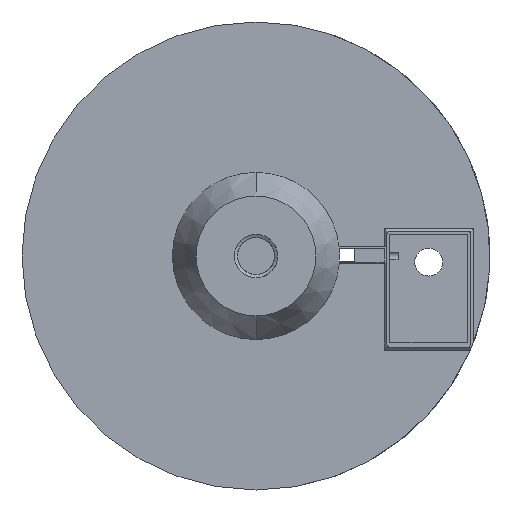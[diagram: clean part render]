
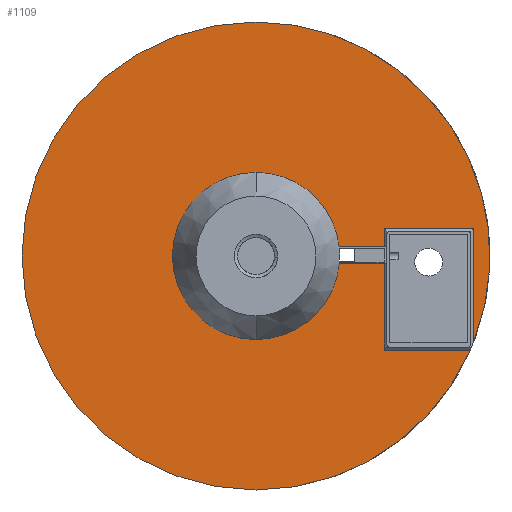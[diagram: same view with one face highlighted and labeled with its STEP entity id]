
A CAD part, front view. The second image highlights one B-rep face of the part: STEP entity #1109.
In plain terms, the highlighted planar face has unit normal (0, -1, 0).
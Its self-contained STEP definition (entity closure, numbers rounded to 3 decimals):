
#27 = DIRECTION ( 'NONE',  ( 0., 0., 1. ) ) ;
#156 = CIRCLE ( 'NONE', #1478, 84. ) ;
#165 = CARTESIAN_POINT ( 'NONE',  ( 0., -5., 0. ) ) ;
#317 = ORIENTED_EDGE ( 'NONE', *, *, #1028, .T. ) ;
#368 = ORIENTED_EDGE ( 'NONE', *, *, #459, .T. ) ;
#432 = CARTESIAN_POINT ( 'NONE',  ( 0., -5., -84. ) ) ;
#459 = EDGE_CURVE ( 'NONE', #2498, #3860, #3870, .T. ) ;
#494 = CIRCLE ( 'NONE', #4019, 84. ) ;
#540 = EDGE_CURVE ( 'NONE', #3707, #3960, #2140, .T. ) ;
#543 = DIRECTION ( 'NONE',  ( 0., 1., 0. ) ) ;
#570 = CIRCLE ( 'NONE', #3120, 84. ) ;
#595 = ORIENTED_EDGE ( 'NONE', *, *, #540, .T. ) ;
#609 = DIRECTION ( 'NONE',  ( 0., 0., 1. ) ) ;
#629 = VECTOR ( 'NONE', #1774, 1000. ) ;
#659 = ORIENTED_EDGE ( 'NONE', *, *, #3591, .T. ) ;
#703 = CARTESIAN_POINT ( 'NONE',  ( 0., -5., 84. ) ) ;
#719 = DIRECTION ( 'NONE',  ( 0., 0., 1. ) ) ;
#729 = DIRECTION ( 'NONE',  ( 1., 0., 0. ) ) ;
#877 = DIRECTION ( 'NONE',  ( 0., 0., 1. ) ) ;
#883 = CARTESIAN_POINT ( 'NONE',  ( 29.87, -5., 2.787 ) ) ;
#894 = VERTEX_POINT ( 'NONE', #3413 ) ;
#897 = AXIS2_PLACEMENT_3D ( 'NONE', #2815, #3128, #3153 ) ;
#931 = CARTESIAN_POINT ( 'NONE',  ( 0., -5., 9.787 ) ) ;
#970 = VECTOR ( 'NONE', #1395, 1000. ) ;
#1028 = EDGE_CURVE ( 'NONE', #3960, #1058, #1387, .T. ) ;
#1048 = LINE ( 'NONE', #1649, #970 ) ;
#1058 = VERTEX_POINT ( 'NONE', #883 ) ;
#1109 = ADVANCED_FACE ( 'NONE', ( #3185 ), #2792, .F. ) ;
#1120 = VECTOR ( 'NONE', #3559, 1000. ) ;
#1139 = VERTEX_POINT ( 'NONE', #1276 ) ;
#1274 = ORIENTED_EDGE ( 'NONE', *, *, #2995, .F. ) ;
#1276 = CARTESIAN_POINT ( 'NONE',  ( 46., -5., 3.287 ) ) ;
#1291 = EDGE_CURVE ( 'NONE', #3887, #2127, #2599, .T. ) ;
#1304 = EDGE_CURVE ( 'NONE', #1772, #894, #1690, .T. ) ;
#1312 = ORIENTED_EDGE ( 'NONE', *, *, #1847, .F. ) ;
#1387 = CIRCLE ( 'NONE', #4142, 30. ) ;
#1395 = DIRECTION ( 'NONE',  ( 0., 0., 1. ) ) ;
#1471 = CARTESIAN_POINT ( 'NONE',  ( 29.877, -5., -2.713 ) ) ;
#1478 = AXIS2_PLACEMENT_3D ( 'NONE', #1685, #1980, #609 ) ;
#1495 = EDGE_CURVE ( 'NONE', #3935, #2868, #494, .T. ) ;
#1573 = DIRECTION ( 'NONE',  ( 0., 1., 0. ) ) ;
#1584 = VECTOR ( 'NONE', #729, 1000. ) ;
#1626 = CARTESIAN_POINT ( 'NONE',  ( 78., -5., -31.177 ) ) ;
#1634 = CARTESIAN_POINT ( 'NONE',  ( 46., -5., -33.757 ) ) ;
#1649 = CARTESIAN_POINT ( 'NONE',  ( 46., -5., 0. ) ) ;
#1654 = ORIENTED_EDGE ( 'NONE', *, *, #1995, .T. ) ;
#1685 = CARTESIAN_POINT ( 'NONE',  ( 0., -5., 0. ) ) ;
#1690 = LINE ( 'NONE', #2985, #1120 ) ;
#1706 = EDGE_CURVE ( 'NONE', #2910, #1058, #2642, .T. ) ;
#1772 = VERTEX_POINT ( 'NONE', #1471 ) ;
#1774 = DIRECTION ( 'NONE',  ( 0., 0., -1. ) ) ;
#1838 = CARTESIAN_POINT ( 'NONE',  ( 0., -5., 30. ) ) ;
#1847 = EDGE_CURVE ( 'NONE', #1139, #2910, #2511, .T. ) ;
#1980 = DIRECTION ( 'NONE',  ( 0., 1., 0. ) ) ;
#1995 = EDGE_CURVE ( 'NONE', #2127, #894, #3617, .T. ) ;
#2002 = DIRECTION ( 'NONE',  ( 0., 0., 1. ) ) ;
#2009 = CARTESIAN_POINT ( 'NONE',  ( 0., -5., -33.757 ) ) ;
#2038 = ORIENTED_EDGE ( 'NONE', *, *, #1304, .F. ) ;
#2127 = VERTEX_POINT ( 'NONE', #1634 ) ;
#2140 = CIRCLE ( 'NONE', #897, 30. ) ;
#2158 = EDGE_CURVE ( 'NONE', #3887, #3935, #156, .T. ) ;
#2163 = AXIS2_PLACEMENT_3D ( 'NONE', #2507, #543, #877 ) ;
#2299 = EDGE_CURVE ( 'NONE', #3860, #3766, #2726, .T. ) ;
#2319 = CARTESIAN_POINT ( 'NONE',  ( 29.87, -5., 3.287 ) ) ;
#2423 = VECTOR ( 'NONE', #27, 1000. ) ;
#2425 = CARTESIAN_POINT ( 'NONE',  ( 78., -5., 0. ) ) ;
#2464 = CARTESIAN_POINT ( 'NONE',  ( 46., -5., 9.787 ) ) ;
#2495 = DIRECTION ( 'NONE',  ( 0., 0., 1. ) ) ;
#2498 = VERTEX_POINT ( 'NONE', #2464 ) ;
#2507 = CARTESIAN_POINT ( 'NONE',  ( 0., -5., 0. ) ) ;
#2511 = LINE ( 'NONE', #2530, #3112 ) ;
#2530 = CARTESIAN_POINT ( 'NONE',  ( 29.87, -5., 3.287 ) ) ;
#2532 = ORIENTED_EDGE ( 'NONE', *, *, #2299, .T. ) ;
#2576 = CARTESIAN_POINT ( 'NONE',  ( 46., -5., 0. ) ) ;
#2592 = ORIENTED_EDGE ( 'NONE', *, *, #3275, .T. ) ;
#2599 = LINE ( 'NONE', #2009, #3043 ) ;
#2632 = VECTOR ( 'NONE', #4058, 1000. ) ;
#2642 = LINE ( 'NONE', #2319, #629 ) ;
#2726 = LINE ( 'NONE', #2425, #2632 ) ;
#2787 = DIRECTION ( 'NONE',  ( -1., 0., 0. ) ) ;
#2792 = PLANE ( 'NONE',  #3795 ) ;
#2815 = CARTESIAN_POINT ( 'NONE',  ( 0., -5., 0. ) ) ;
#2868 = VERTEX_POINT ( 'NONE', #703 ) ;
#2870 = CARTESIAN_POINT ( 'NONE',  ( 0., -5., 0. ) ) ;
#2889 = CARTESIAN_POINT ( 'NONE',  ( 29.87, -5., 3.287 ) ) ;
#2910 = VERTEX_POINT ( 'NONE', #2889 ) ;
#2985 = CARTESIAN_POINT ( 'NONE',  ( 29.87, -5., -2.713 ) ) ;
#2995 = EDGE_CURVE ( 'NONE', #2868, #3766, #570, .T. ) ;
#3043 = VECTOR ( 'NONE', #3320, 1000. ) ;
#3082 = CARTESIAN_POINT ( 'NONE',  ( 78., -5., 9.787 ) ) ;
#3105 = CARTESIAN_POINT ( 'NONE',  ( 76.918, -5., -33.757 ) ) ;
#3112 = VECTOR ( 'NONE', #2787, 1000. ) ;
#3120 = AXIS2_PLACEMENT_3D ( 'NONE', #3643, #3670, #2002 ) ;
#3128 = DIRECTION ( 'NONE',  ( 0., 1., 0. ) ) ;
#3145 = DIRECTION ( 'NONE',  ( 0., 1., 0. ) ) ;
#3153 = DIRECTION ( 'NONE',  ( 0., 0., 1. ) ) ;
#3163 = DIRECTION ( 'NONE',  ( 0., 0., 1. ) ) ;
#3185 = FACE_OUTER_BOUND ( 'NONE', #4057, .T. ) ;
#3256 = CARTESIAN_POINT ( 'NONE',  ( 0., -5., -30. ) ) ;
#3275 = EDGE_CURVE ( 'NONE', #1772, #3707, #3472, .T. ) ;
#3320 = DIRECTION ( 'NONE',  ( -1., 0., 0. ) ) ;
#3413 = CARTESIAN_POINT ( 'NONE',  ( 46., -5., -2.713 ) ) ;
#3472 = CIRCLE ( 'NONE', #2163, 30. ) ;
#3559 = DIRECTION ( 'NONE',  ( 1., 0., 0. ) ) ;
#3591 = EDGE_CURVE ( 'NONE', #1139, #2498, #1048, .T. ) ;
#3611 = DIRECTION ( 'NONE',  ( 0., 1., 0. ) ) ;
#3617 = LINE ( 'NONE', #2576, #2423 ) ;
#3643 = CARTESIAN_POINT ( 'NONE',  ( 0., -5., 0. ) ) ;
#3670 = DIRECTION ( 'NONE',  ( 0., 1., 0. ) ) ;
#3707 = VERTEX_POINT ( 'NONE', #3256 ) ;
#3766 = VERTEX_POINT ( 'NONE', #1626 ) ;
#3795 = AXIS2_PLACEMENT_3D ( 'NONE', #2870, #3145, #3163 ) ;
#3841 = ORIENTED_EDGE ( 'NONE', *, *, #1706, .F. ) ;
#3860 = VERTEX_POINT ( 'NONE', #3082 ) ;
#3870 = LINE ( 'NONE', #931, #1584 ) ;
#3887 = VERTEX_POINT ( 'NONE', #3105 ) ;
#3935 = VERTEX_POINT ( 'NONE', #432 ) ;
#3944 = ORIENTED_EDGE ( 'NONE', *, *, #1291, .T. ) ;
#3960 = VERTEX_POINT ( 'NONE', #1838 ) ;
#3983 = CARTESIAN_POINT ( 'NONE',  ( 0., -5., 0. ) ) ;
#4010 = ORIENTED_EDGE ( 'NONE', *, *, #1495, .F. ) ;
#4019 = AXIS2_PLACEMENT_3D ( 'NONE', #3983, #3611, #719 ) ;
#4057 = EDGE_LOOP ( 'NONE', ( #2038, #2592, #595, #317, #3841, #1312, #659, #368, #2532, #1274, #4010, #4226, #3944, #1654 ) ) ;
#4058 = DIRECTION ( 'NONE',  ( 0., 0., -1. ) ) ;
#4142 = AXIS2_PLACEMENT_3D ( 'NONE', #165, #1573, #2495 ) ;
#4226 = ORIENTED_EDGE ( 'NONE', *, *, #2158, .F. ) ;
